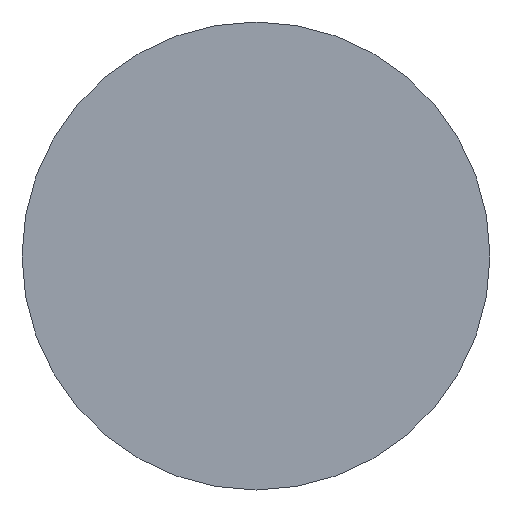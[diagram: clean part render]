
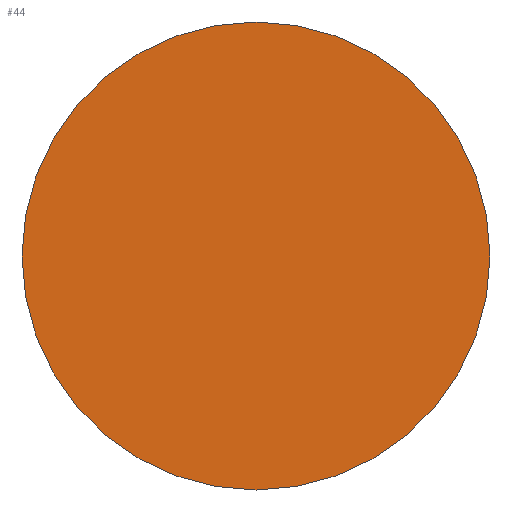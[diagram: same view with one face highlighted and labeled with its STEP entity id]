
A CAD part, left-side view. The second image highlights one B-rep face of the part: STEP entity #44.
In plain terms, the highlighted planar face has unit normal (-1, 0, 0).
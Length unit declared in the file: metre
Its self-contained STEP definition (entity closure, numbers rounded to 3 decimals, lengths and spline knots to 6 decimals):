
#20=PLANE('',#75);
#24=ORIENTED_EDGE('',*,*,#26,.F.);
#26=EDGE_CURVE('',#28,#28,#30,.T.);
#28=VERTEX_POINT('',#92);
#30=CIRCLE('',#73,0.004126);
#34=EDGE_LOOP('',(#24));
#38=FACE_BOUND('',#34,.T.);
#44=ADVANCED_FACE('',(#38),#20,.F.);
#73=AXIS2_PLACEMENT_3D('',#91,#81,#82);
#75=AXIS2_PLACEMENT_3D('',#95,#85,#86);
#81=DIRECTION('',(1.,0.,0.));
#82=DIRECTION('',(0.,0.,-1.));
#85=DIRECTION('',(1.,0.,0.));
#86=DIRECTION('',(0.,1.,0.));
#91=CARTESIAN_POINT('',(-0.002,0.035429,-0.007921));
#92=CARTESIAN_POINT('',(-0.002,0.035429,-0.012047));
#95=CARTESIAN_POINT('',(-0.002,0.003229,0.003579));
